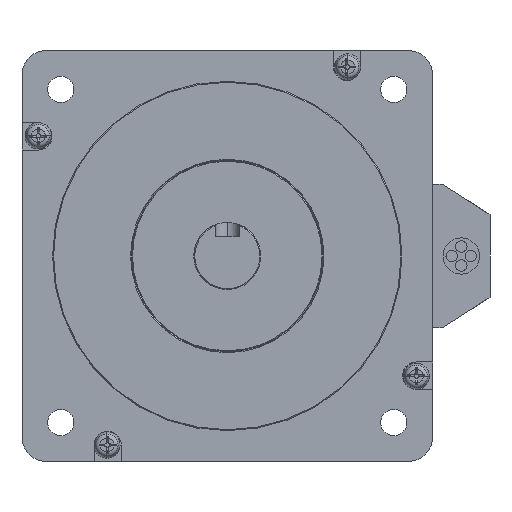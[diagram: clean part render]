
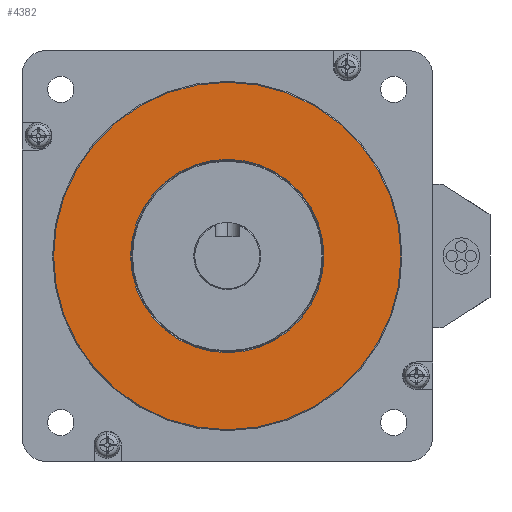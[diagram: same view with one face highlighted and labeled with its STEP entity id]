
A CAD part, left-side view. The second image highlights one B-rep face of the part: STEP entity #4382.
In plain terms, the highlighted planar face has unit normal (-1, 0, 0).
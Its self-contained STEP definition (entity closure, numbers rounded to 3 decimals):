
#522 = EDGE_CURVE ( 'NONE', #9746, #2692, #1121, .T. ) ;
#617 = CARTESIAN_POINT ( 'NONE',  ( -1.5, 0., 0. ) ) ;
#784 = CARTESIAN_POINT ( 'NONE',  ( -1.5, 0., 20.2 ) ) ;
#797 = CARTESIAN_POINT ( 'NONE',  ( -1.5, 0., 0. ) ) ;
#1029 = EDGE_CURVE ( 'NONE', #1369, #3245, #3802, .T. ) ;
#1121 = CIRCLE ( 'NONE', #16728, 36.3 ) ;
#1369 = VERTEX_POINT ( 'NONE', #12944 ) ;
#2103 = DIRECTION ( 'NONE',  ( -1., 0., 0. ) ) ;
#2106 = AXIS2_PLACEMENT_3D ( 'NONE', #797, #2103, #8093 ) ;
#2692 = VERTEX_POINT ( 'NONE', #14010 ) ;
#3245 = VERTEX_POINT ( 'NONE', #784 ) ;
#3498 = ORIENTED_EDGE ( 'NONE', *, *, #15568, .F. ) ;
#3802 = CIRCLE ( 'NONE', #2106, 20.2 ) ;
#4382 = ADVANCED_FACE ( 'NONE', ( #12740, #17469 ), #9877, .T. ) ;
#4709 = DIRECTION ( 'NONE',  ( -1., 0., 0. ) ) ;
#4957 = CIRCLE ( 'NONE', #7695, 36.3 ) ;
#5393 = DIRECTION ( 'NONE',  ( -1., 0., 0. ) ) ;
#5757 = DIRECTION ( 'NONE',  ( 0., -1., 0. ) ) ;
#5943 = DIRECTION ( 'NONE',  ( -1., 0., 0. ) ) ;
#6160 = DIRECTION ( 'NONE',  ( 0., 0., 1. ) ) ;
#7695 = AXIS2_PLACEMENT_3D ( 'NONE', #13179, #5943, #14624 ) ;
#8093 = DIRECTION ( 'NONE',  ( 0., 0., 1. ) ) ;
#9066 = ORIENTED_EDGE ( 'NONE', *, *, #522, .T. ) ;
#9746 = VERTEX_POINT ( 'NONE', #12437 ) ;
#9877 = PLANE ( 'NONE',  #16159 ) ;
#10147 = DIRECTION ( 'NONE',  ( -1., 0., 0. ) ) ;
#11587 = DIRECTION ( 'NONE',  ( 0., -1., 0. ) ) ;
#12437 = CARTESIAN_POINT ( 'NONE',  ( -1.5, -36.3, 0. ) ) ;
#12525 = EDGE_LOOP ( 'NONE', ( #13836, #9066 ) ) ;
#12740 = FACE_OUTER_BOUND ( 'NONE', #12525, .T. ) ;
#12944 = CARTESIAN_POINT ( 'NONE',  ( -1.5, 0., -20.2 ) ) ;
#13179 = CARTESIAN_POINT ( 'NONE',  ( -1.5, 0., 0. ) ) ;
#13836 = ORIENTED_EDGE ( 'NONE', *, *, #16994, .T. ) ;
#14010 = CARTESIAN_POINT ( 'NONE',  ( -1.5, 36.3, 0. ) ) ;
#14624 = DIRECTION ( 'NONE',  ( 0., -1., 0. ) ) ;
#15146 = CIRCLE ( 'NONE', #16639, 20.2 ) ;
#15568 = EDGE_CURVE ( 'NONE', #3245, #1369, #15146, .T. ) ;
#16159 = AXIS2_PLACEMENT_3D ( 'NONE', #17052, #5393, #5757 ) ;
#16639 = AXIS2_PLACEMENT_3D ( 'NONE', #617, #4709, #6160 ) ;
#16728 = AXIS2_PLACEMENT_3D ( 'NONE', #18627, #10147, #11587 ) ;
#16994 = EDGE_CURVE ( 'NONE', #2692, #9746, #4957, .T. ) ;
#17052 = CARTESIAN_POINT ( 'NONE',  ( -1.5, 36.5, 0. ) ) ;
#17310 = EDGE_LOOP ( 'NONE', ( #3498, #18181 ) ) ;
#17469 = FACE_BOUND ( 'NONE', #17310, .T. ) ;
#18181 = ORIENTED_EDGE ( 'NONE', *, *, #1029, .F. ) ;
#18627 = CARTESIAN_POINT ( 'NONE',  ( -1.5, 0., 0. ) ) ;
